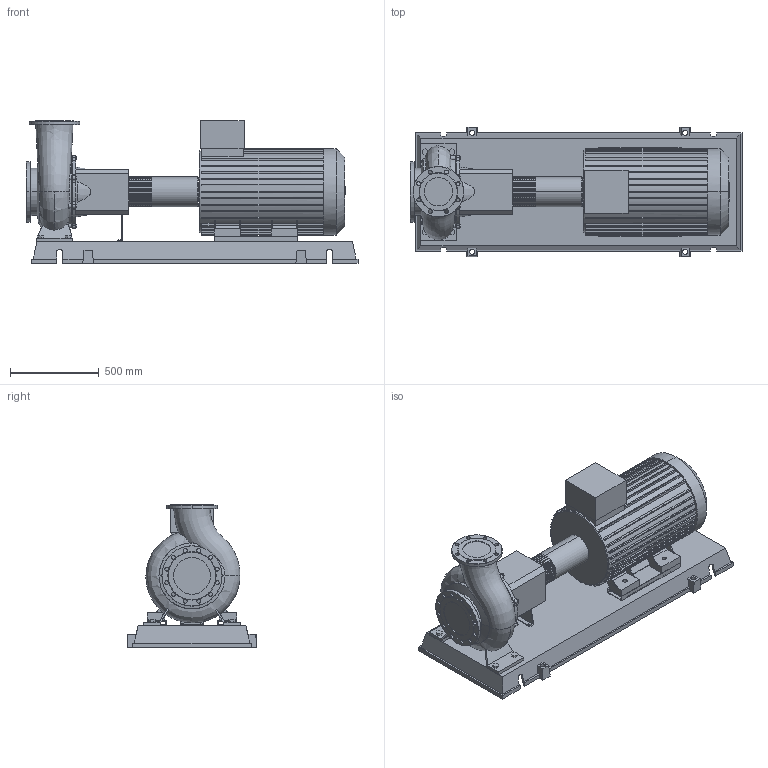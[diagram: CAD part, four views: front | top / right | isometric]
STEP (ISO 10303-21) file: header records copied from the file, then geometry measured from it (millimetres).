
FILE_DESCRIPTION((''),'2;1');
FILE_NAME('3d_NL150_315-55-4-12-4109453.stp','2015-03-03T07:30:07',(''),(''),'Mechanical Desktop 2009','Mechanical Desktop 2009',', , ');
FILE_SCHEMA(('CONFIG_CONTROL_DESIGN'));
Length unit declared in the file: millimetre
Products named in the file (1): Product
Bounding box: 1870 x 730 x 805 mm (x, y, z)
Volume: 249911673.5 mm3; surface area: 8774216 mm2
Topology: 13 solids, 13 shells, 930 faces, 2436 edges, 1601 vertices
Faces by surface type: plane 472, cylinder 269, bspline 161, cone 14, torus 14
Entity records: 33373 total; most frequent: CARTESIAN_POINT 10163, ORIENTED_EDGE 4874, DIRECTION 4675, EDGE_CURVE 2437, VERTEX_POINT 1600, AXIS2_PLACEMENT_3D 1574, VECTOR 1527, LINE 1527
